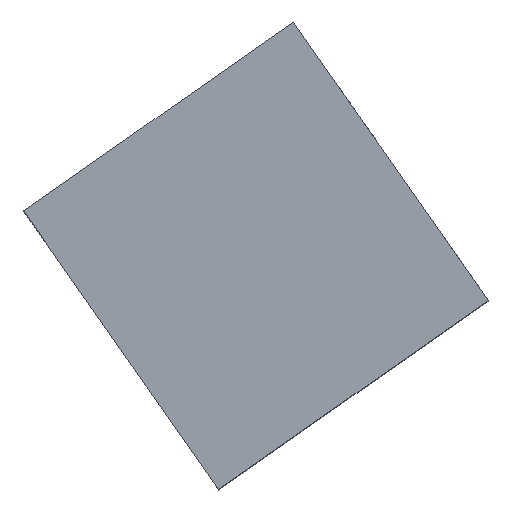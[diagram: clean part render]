
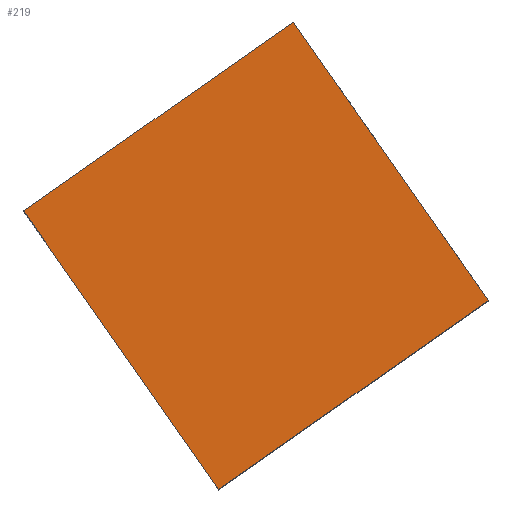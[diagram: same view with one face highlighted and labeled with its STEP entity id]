
A CAD part, top view. The second image highlights one B-rep face of the part: STEP entity #219.
In plain terms, the highlighted planar face has unit normal (0, 0, 1).
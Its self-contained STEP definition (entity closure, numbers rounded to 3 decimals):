
#26=LINE('',#345,#45);
#39=LINE('',#383,#58);
#40=LINE('',#386,#59);
#41=LINE('',#387,#60);
#45=VECTOR('',#283,10.);
#58=VECTOR('',#316,10.);
#59=VECTOR('',#319,10.);
#60=VECTOR('',#320,10.);
#73=FACE_OUTER_BOUND('',#87,.T.);
#87=EDGE_LOOP('',(#181,#182,#183,#184));
#105=VERTEX_POINT('',#342);
#106=VERTEX_POINT('',#344);
#115=VERTEX_POINT('',#381);
#116=VERTEX_POINT('',#385);
#123=EDGE_CURVE('',#105,#106,#26,.T.);
#140=EDGE_CURVE('',#105,#115,#39,.T.);
#141=EDGE_CURVE('',#116,#115,#40,.T.);
#142=EDGE_CURVE('',#106,#116,#41,.T.);
#181=ORIENTED_EDGE('',*,*,#140,.T.);
#182=ORIENTED_EDGE('',*,*,#141,.F.);
#183=ORIENTED_EDGE('',*,*,#142,.F.);
#184=ORIENTED_EDGE('',*,*,#123,.F.);
#205=PLANE('',#260);
#219=ADVANCED_FACE('',(#73),#205,.T.);
#260=AXIS2_PLACEMENT_3D('',#384,#317,#318);
#283=DIRECTION('',(-0.574,0.819,0.));
#316=DIRECTION('',(0.819,0.574,0.));
#317=DIRECTION('center_axis',(0.,0.,
1.));
#318=DIRECTION('ref_axis',(0.574,-0.819,0.));
#319=DIRECTION('',(0.574,-0.819,0.));
#320=DIRECTION('',(0.819,0.574,0.));
#342=CARTESIAN_POINT('',(-132.646,-62.016,-17.339));
#344=CARTESIAN_POINT('',(-141.25,-49.729,-17.339));
#345=CARTESIAN_POINT('',(-132.646,-62.016,-17.339));
#381=CARTESIAN_POINT('',(-120.739,-53.679,-17.339));
#383=CARTESIAN_POINT('',(-124.016,-55.973,-17.339));
#384=CARTESIAN_POINT('Origin',(-132.619,-43.686,-17.339));
#385=CARTESIAN_POINT('',(-129.343,-41.391,-17.339));
#386=CARTESIAN_POINT('',(-129.343,-41.391,-17.339));
#387=CARTESIAN_POINT('',(-132.619,-43.686,-17.339));
